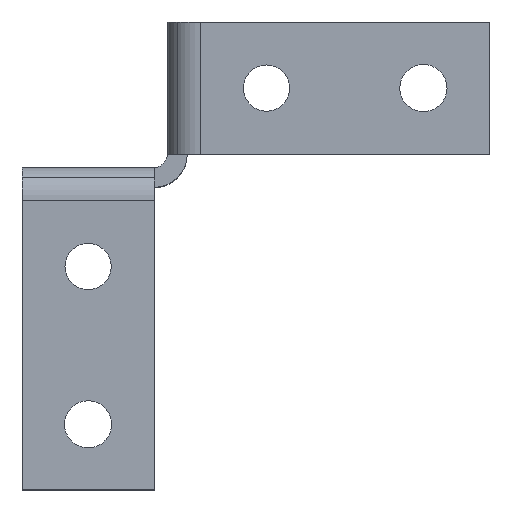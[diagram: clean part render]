
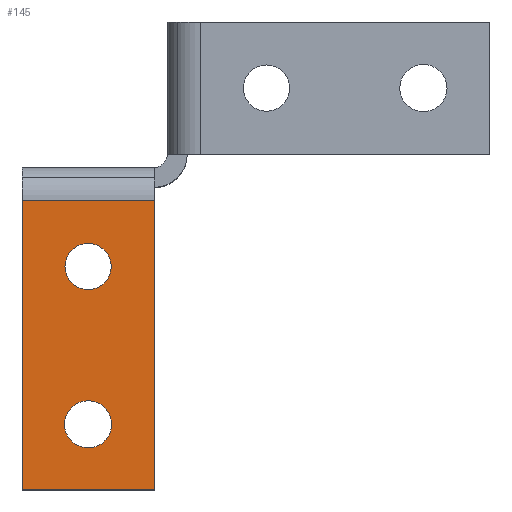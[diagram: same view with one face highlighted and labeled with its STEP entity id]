
A CAD part, top view. The second image highlights one B-rep face of the part: STEP entity #145.
In plain terms, the highlighted planar face has unit normal (0, 0, 1).
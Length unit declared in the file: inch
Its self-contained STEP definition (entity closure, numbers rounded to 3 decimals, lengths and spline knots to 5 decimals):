
#145=ADVANCED_FACE('',(#302,#303,#304),#305,.T.);
#302=FACE_BOUND('',#457,.T.);
#303=FACE_BOUND('',#458,.T.);
#304=FACE_OUTER_BOUND('',#459,.T.);
#305=PLANE('',#460);
#457=EDGE_LOOP('',(#828,#829));
#458=EDGE_LOOP('',(#830,#831));
#459=EDGE_LOOP('',(#832,#833,#834,#835));
#460=AXIS2_PLACEMENT_3D('',#836,#837,#838);
#828=ORIENTED_EDGE('',*,*,#1017,.T.);
#829=ORIENTED_EDGE('',*,*,#952,.T.);
#830=ORIENTED_EDGE('',*,*,#1037,.T.);
#831=ORIENTED_EDGE('',*,*,#1034,.T.);
#832=ORIENTED_EDGE('',*,*,#1028,.T.);
#833=ORIENTED_EDGE('',*,*,#1047,.F.);
#834=ORIENTED_EDGE('',*,*,#896,.F.);
#835=ORIENTED_EDGE('',*,*,#993,.F.);
#836=CARTESIAN_POINT('',(0.8499,-1.7185,1.9685));
#837=DIRECTION('',(0.,0.,1.0));
#838=DIRECTION('',(-1.0,0.,0.));
#896=EDGE_CURVE('',#1060,#1062,#1063,.T.);
#952=EDGE_CURVE('',#1160,#1158,#1161,.T.);
#993=EDGE_CURVE('',#1217,#1060,#1219,.T.);
#1017=EDGE_CURVE('',#1158,#1160,#1252,.T.);
#1028=EDGE_CURVE('',#1217,#1262,#1264,.T.);
#1034=EDGE_CURVE('',#1271,#1269,#1272,.T.);
#1037=EDGE_CURVE('',#1269,#1271,#1275,.T.);
#1047=EDGE_CURVE('',#1062,#1262,#1286,.T.);
#1060=VERTEX_POINT('',#1300);
#1062=VERTEX_POINT('',#1302);
#1063=LINE('',#1303,#1304);
#1158=VERTEX_POINT('',#1422);
#1160=VERTEX_POINT('',#1425);
#1161=CIRCLE('',#1426,0.28125);
#1217=VERTEX_POINT('',#1496);
#1219=LINE('',#1499,#1500);
#1252=CIRCLE('',#1543,0.28125);
#1262=VERTEX_POINT('',#1555);
#1264=LINE('',#1558,#1559);
#1269=VERTEX_POINT('',#1565);
#1271=VERTEX_POINT('',#1568);
#1272=CIRCLE('',#1569,0.27559);
#1275=CIRCLE('',#1573,0.27559);
#1286=LINE('',#1585,#1586);
#1300=CARTESIAN_POINT('',(0.0625,-0.1437,1.9685));
#1302=CARTESIAN_POINT('',(1.6373,-0.1437,1.9685));
#1303=CARTESIAN_POINT('',(1.32234,-0.1437,1.9685));
#1304=VECTOR('',#1600,0.03937);
#1422=CARTESIAN_POINT('',(0.8499,-3.09301,1.9685));
#1425=CARTESIAN_POINT('',(0.8499,-2.53051,1.9685));
#1426=AXIS2_PLACEMENT_3D('',#1691,#1692,#1693);
#1496=CARTESIAN_POINT('',(0.0625,-3.5935,1.9685));
#1499=CARTESIAN_POINT('',(0.0625,0.64791,1.9685));
#1500=VECTOR('',#1754,0.03937);
#1543=AXIS2_PLACEMENT_3D('',#1789,#1790,#1791);
#1555=CARTESIAN_POINT('',(1.6373,-3.5935,1.9685));
#1558=CARTESIAN_POINT('',(0.44342,-3.5935,1.9685));
#1559=VECTOR('',#1801,0.03937);
#1565=CARTESIAN_POINT('',(0.8499,-1.20669,1.9685));
#1568=CARTESIAN_POINT('',(0.8499,-0.65551,1.9685));
#1569=AXIS2_PLACEMENT_3D('',#1804,#1805,#1806);
#1573=AXIS2_PLACEMENT_3D('',#1808,#1809,#1810);
#1585=CARTESIAN_POINT('',(1.6373,-1.7185,1.9685));
#1586=VECTOR('',#1821,0.03937);
#1600=DIRECTION('',(1.0,0.,0.));
#1691=CARTESIAN_POINT('',(0.8499,-2.81176,1.9685));
#1692=DIRECTION('',(0.,0.,-1.0));
#1693=DIRECTION('',(0.,-1.0,0.));
#1754=DIRECTION('',(0.,1.0,0.));
#1789=CARTESIAN_POINT('',(0.8499,-2.81176,1.9685));
#1790=DIRECTION('',(0.,0.,-1.0));
#1791=DIRECTION('',(0.,-1.0,0.));
#1801=DIRECTION('',(1.0,0.,0.));
#1804=CARTESIAN_POINT('',(0.8499,-0.9311,1.9685));
#1805=DIRECTION('',(0.,0.,-1.0));
#1806=DIRECTION('',(0.,-1.0,0.));
#1808=CARTESIAN_POINT('',(0.8499,-0.9311,1.9685));
#1809=DIRECTION('',(0.,0.,-1.0));
#1810=DIRECTION('',(0.,-1.0,0.));
#1821=DIRECTION('',(0.0,-1.0,0.));
